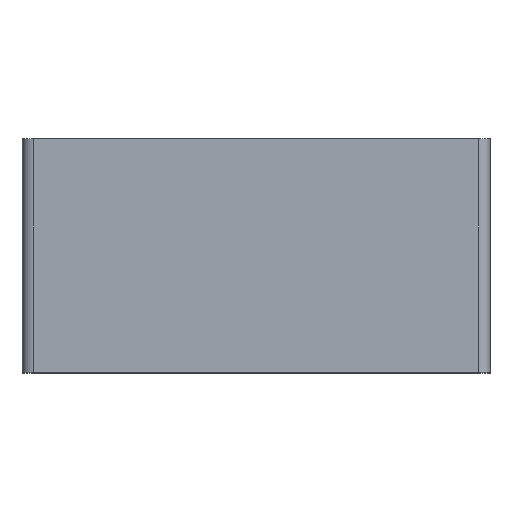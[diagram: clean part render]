
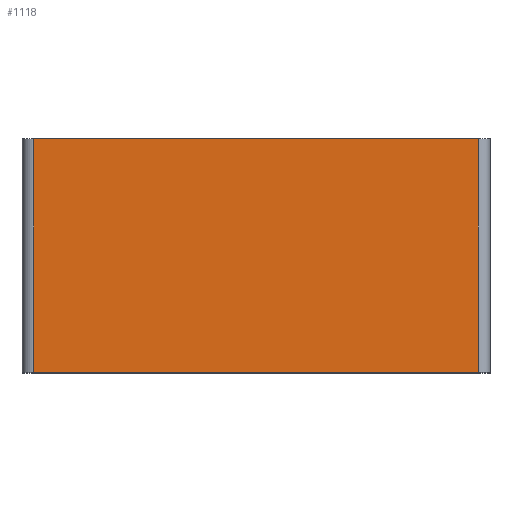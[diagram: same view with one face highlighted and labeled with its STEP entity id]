
A CAD part, top view. The second image highlights one B-rep face of the part: STEP entity #1118.
In plain terms, the highlighted planar face has unit normal (0, 0, 1).
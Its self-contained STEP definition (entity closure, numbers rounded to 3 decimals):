
#331=CARTESIAN_POINT('',(190.75,-3.0,238.));
#332=VERTEX_POINT('',#331);
#340=CARTESIAN_POINT('',(-190.75,-3.0,238.));
#341=VERTEX_POINT('',#340);
#342=CARTESIAN_POINT('',(190.75,-3.0,238.));
#343=DIRECTION('',(-1.0,0.0,0.0));
#344=VECTOR('',#343,381.5);
#345=LINE('',#342,#344);
#346=EDGE_CURVE('',#332,#341,#345,.T.);
#808=CARTESIAN_POINT('',(-190.75,197.0,238.));
#809=VERTEX_POINT('',#808);
#817=CARTESIAN_POINT('',(190.75,197.0,238.));
#818=VERTEX_POINT('',#817);
#819=CARTESIAN_POINT('',(-190.75,197.0,238.));
#820=DIRECTION('',(1.0,0.0,0.0));
#821=VECTOR('',#820,381.5);
#822=LINE('',#819,#821);
#823=EDGE_CURVE('',#809,#818,#822,.T.);
#1093=CARTESIAN_POINT('',(190.75,197.0,238.));
#1094=DIRECTION('',(0.0,-1.0,0.0));
#1095=VECTOR('',#1094,200.0);
#1096=LINE('',#1093,#1095);
#1097=EDGE_CURVE('',#818,#332,#1096,.T.);
#1102=CARTESIAN_POINT('',(-200.75,0.0,238.));
#1103=DIRECTION('',(0.0,0.0,1.0));
#1104=DIRECTION('',(1.0,0.0,0.0));
#1105=AXIS2_PLACEMENT_3D('',#1102,#1103,#1104);
#1106=PLANE('',#1105);
#1107=ORIENTED_EDGE('',*,*,#1097,.F.);
#1108=ORIENTED_EDGE('',*,*,#823,.F.);
#1109=CARTESIAN_POINT('',(-190.75,-3.0,238.));
#1110=DIRECTION('',(0.0,1.0,0.0));
#1111=VECTOR('',#1110,200.0);
#1112=LINE('',#1109,#1111);
#1113=EDGE_CURVE('',#341,#809,#1112,.T.);
#1114=ORIENTED_EDGE('',*,*,#1113,.F.);
#1115=ORIENTED_EDGE('',*,*,#346,.F.);
#1116=EDGE_LOOP('',(#1107,#1108,#1114,#1115));
#1117=FACE_OUTER_BOUND('',#1116,.T.);
#1118=ADVANCED_FACE('',(#1117),#1106,.T.);
